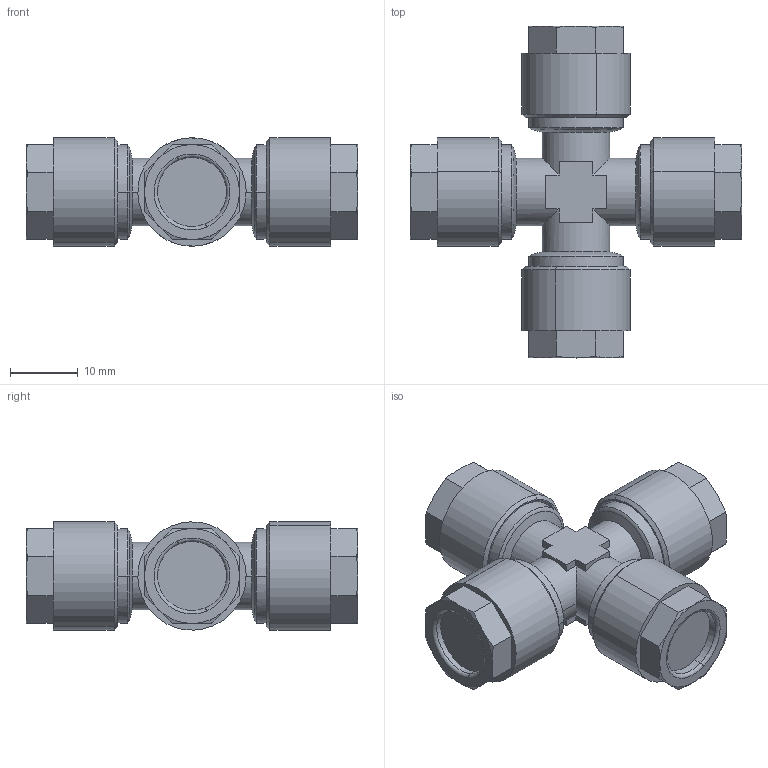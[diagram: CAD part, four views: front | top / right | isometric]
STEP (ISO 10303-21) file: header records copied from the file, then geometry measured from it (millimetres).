
FILE_DESCRIPTION (( 'STEP AP214' ), '1' );
FILE_NAME ('0130000004.step', '2012-09-28T13:26:25', ( '' ), ( '' ), 'SwSTEP 2.0', 'SolidWorks 2012', '' );
FILE_SCHEMA (( 'AUTOMOTIVE_DESIGN' ));
Length unit declared in the file: millimetre
Products named in the file (1): 0130000004
Bounding box: 49 x 49 x 15.98 mm (x, y, z)
Volume: 13104.1 mm3; surface area: 5192.4 mm2
Topology: 1 solids, 1 shells, 182 faces, 416 edges, 248 vertices
Faces by surface type: plane 74, cone 60, cylinder 32, torus 16
Entity records: 7152 total; most frequent: CARTESIAN_POINT 1063, DIRECTION 866, ORIENTED_EDGE 832, EDGE_CURVE 416, AXIS2_PLACEMENT_3D 339, VERTEX_POINT 248, EDGE_LOOP 194, LINE 188
